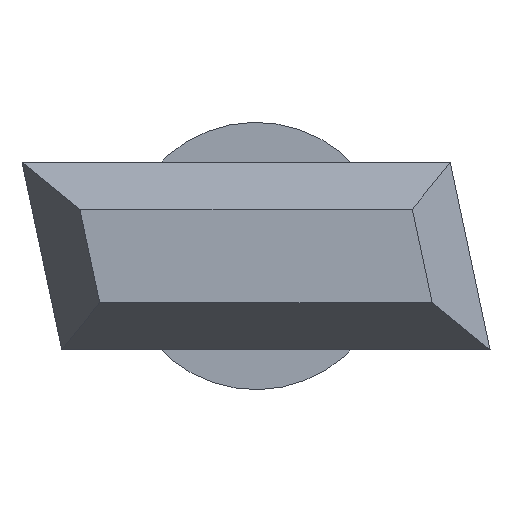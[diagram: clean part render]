
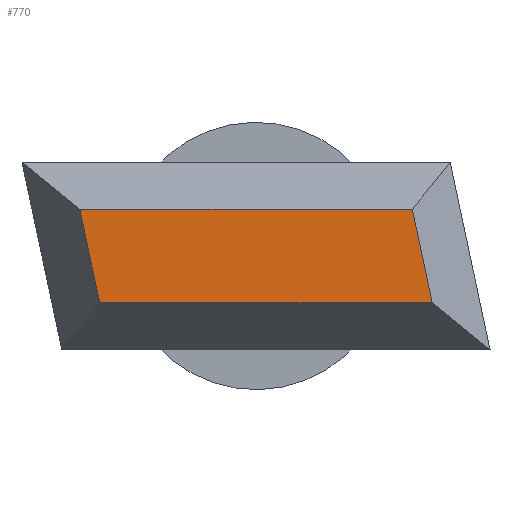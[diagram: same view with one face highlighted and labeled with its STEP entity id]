
A CAD part, front view. The second image highlights one B-rep face of the part: STEP entity #770.
In plain terms, the highlighted planar face has unit normal (0, -1, 0).
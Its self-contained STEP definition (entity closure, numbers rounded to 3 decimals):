
#16 = EDGE_CURVE ( 'NONE', #365, #121, #873, .T. ) ;
#29 = DIRECTION ( 'NONE',  ( -0.208, 0., 0.978 ) ) ;
#36 = CARTESIAN_POINT ( 'NONE',  ( 0., 0., 0. ) ) ;
#38 = CARTESIAN_POINT ( 'NONE',  ( 11.69, 0., 3.5 ) ) ;
#121 = VERTEX_POINT ( 'NONE', #38 ) ;
#157 = ORIENTED_EDGE ( 'NONE', *, *, #1001, .F. ) ;
#188 = CARTESIAN_POINT ( 'NONE',  ( 13.178, 0., -3.5 ) ) ;
#250 = CARTESIAN_POINT ( 'NONE',  ( -13.178, 0., 3.5 ) ) ;
#336 = ORIENTED_EDGE ( 'NONE', *, *, #16, .T. ) ;
#361 = CARTESIAN_POINT ( 'NONE',  ( 70.796, 0., -3.5 ) ) ;
#365 = VERTEX_POINT ( 'NONE', #188 ) ;
#398 = CARTESIAN_POINT ( 'NONE',  ( -0.929, 0., -54.124 ) ) ;
#492 = CARTESIAN_POINT ( 'NONE',  ( -11.69, 0., -3.5 ) ) ;
#495 = AXIS2_PLACEMENT_3D ( 'NONE', #36, #647, #1266 ) ;
#501 = EDGE_CURVE ( 'NONE', #855, #121, #870, .T. ) ;
#512 = ORIENTED_EDGE ( 'NONE', *, *, #723, .F. ) ;
#520 = VECTOR ( 'NONE', #1240, 1000. ) ;
#531 = DIRECTION ( 'NONE',  ( 1., 0., 0. ) ) ;
#608 = DIRECTION ( 'NONE',  ( -0.208, 0., 0.978 ) ) ;
#614 = VECTOR ( 'NONE', #608, 1000. ) ;
#647 = DIRECTION ( 'NONE',  ( 0., 1., 0. ) ) ;
#658 = FACE_OUTER_BOUND ( 'NONE', #856, .T. ) ;
#723 = EDGE_CURVE ( 'NONE', #1014, #855, #1234, .T. ) ;
#724 = ORIENTED_EDGE ( 'NONE', *, *, #501, .F. ) ;
#770 = ADVANCED_FACE ( 'NONE', ( #658 ), #1053, .F. ) ;
#773 = LINE ( 'NONE', #361, #520 ) ;
#855 = VERTEX_POINT ( 'NONE', #250 ) ;
#856 = EDGE_LOOP ( 'NONE', ( #512, #157, #336, #724 ) ) ;
#870 = LINE ( 'NONE', #1236, #1118 ) ;
#873 = LINE ( 'NONE', #900, #614 ) ;
#900 = CARTESIAN_POINT ( 'NONE',  ( 23.261, 0., -50.939 ) ) ;
#959 = VECTOR ( 'NONE', #29, 1000. ) ;
#1001 = EDGE_CURVE ( 'NONE', #365, #1014, #773, .T. ) ;
#1014 = VERTEX_POINT ( 'NONE', #492 ) ;
#1053 = PLANE ( 'NONE',  #495 ) ;
#1118 = VECTOR ( 'NONE', #531, 1000. ) ;
#1234 = LINE ( 'NONE', #398, #959 ) ;
#1236 = CARTESIAN_POINT ( 'NONE',  ( 0., 0., 3.5 ) ) ;
#1240 = DIRECTION ( 'NONE',  ( -1., 0., 0. ) ) ;
#1266 = DIRECTION ( 'NONE',  ( 0., 0., 1. ) ) ;
